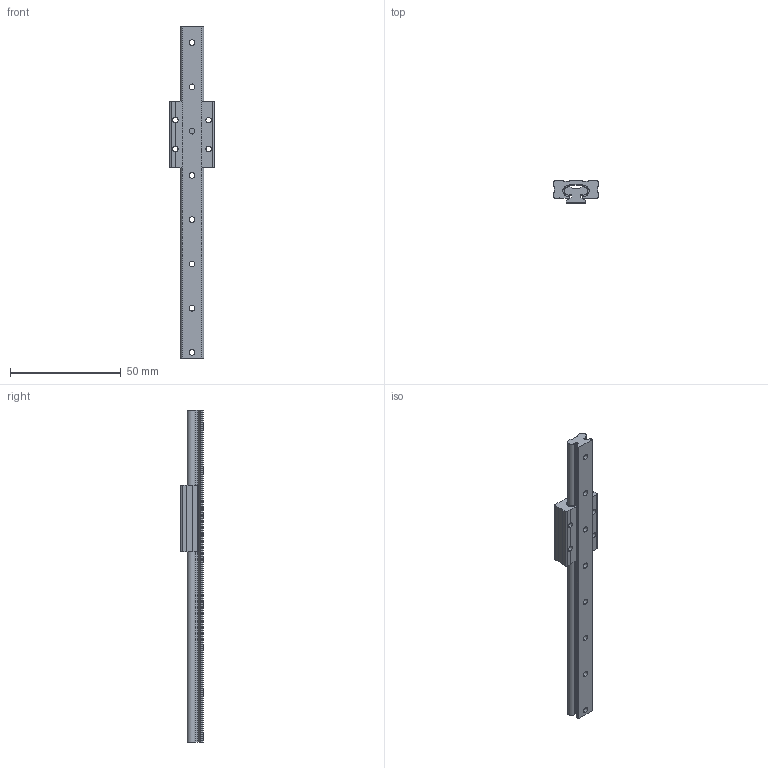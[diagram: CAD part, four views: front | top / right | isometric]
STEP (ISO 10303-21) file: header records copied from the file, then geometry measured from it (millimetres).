
FILE_DESCRIPTION (( 'STEP AP203' ), '1' );
FILE_NAME ('MR09-0150-1.step', '2024-10-21T11:15:21', ( '' ), ( '' ), 'SwSTEP 2.0', 'SolidWorks 2023', '' );
FILE_SCHEMA (( 'CONFIG_CONTROL_DESIGN' ));
Length unit declared in the file: inch
Products named in the file (3): MR09-0150-1_CARRIAGE; MR09-0150-1_RAIL; MR09-0150-1
Assembly tree (2 placements, depth 2):
  MR09-0150-1
    MR09-0150-1_RAIL
    MR09-0150-1_CARRIAGE
Bounding box: 19.99 x 10 x 150 mm (x, y, z)
Volume: 10872.9 mm3; surface area: 10482.8 mm2
Topology: 4 solids, 4 shells, 190 faces, 552 edges, 368 vertices
Faces by surface type: plane 115, cylinder 75
Entity records: 6657 total; most frequent: CARTESIAN_POINT 1295, ORIENTED_EDGE 1104, DIRECTION 1048, EDGE_CURVE 552, VERTEX_POINT 368, AXIS2_PLACEMENT_3D 361, VECTOR 326, LINE 326
